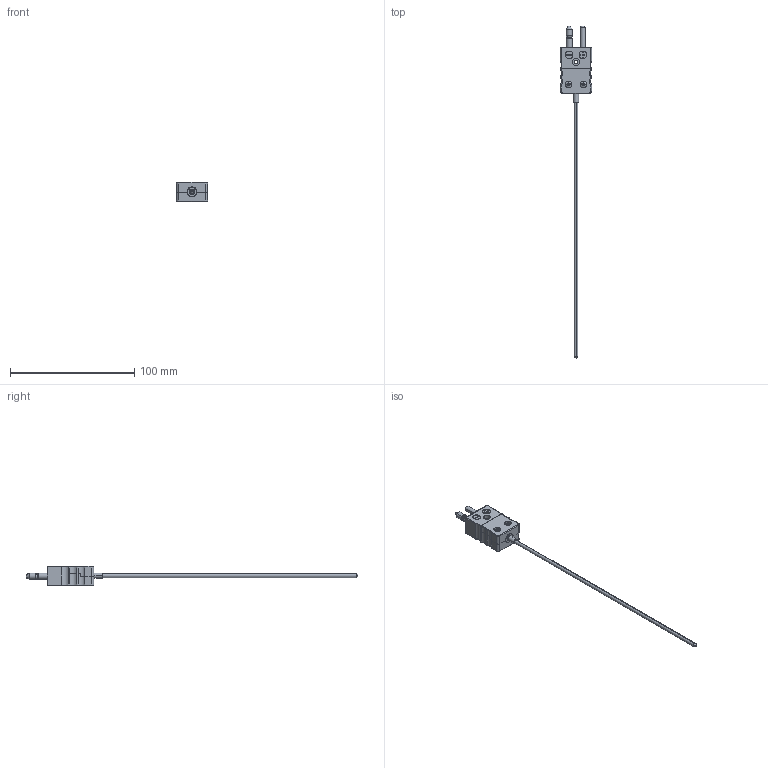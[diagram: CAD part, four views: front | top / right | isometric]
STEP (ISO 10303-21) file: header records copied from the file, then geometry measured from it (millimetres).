
FILE_DESCRIPTION (( 'STEP AP214' ), '1' );
FILE_NAME ('16-0001-SCC.STEP', '2024-06-10T07:28:10', ( '' ), ( '' ), 'SwSTEP 2.0', 'SolidWorks 2022', '' );
FILE_SCHEMA (( 'AUTOMOTIVE_DESIGN' ));
Length unit declared in the file: millimetre
Products named in the file (10): 16-0102xx-BL20_D3; SC-Deckel_CER; Standard-Stecker_CER; pan head cross recess screw_din_ISO 7045 - M2.5 x 12 - Z --- 12N; hex thin nut chamfered gradeab_din_Hexagon Thin Nut ISO 4035 - M2.5 - C; Standard-Stecker_Körper_CER; Minus-Stift; quetchhülse 3mm_D3; 16-0001-SCC; plus-stift
Assembly tree (11 placements, depth 3):
  16-0001-SCC
    16-0102xx-BL20_D3
    quetchhülse 3mm_D3
    Standard-Stecker_CER
      Minus-Stift
      Standard-Stecker_Körper_CER
      SC-Deckel_CER
      plus-stift
      pan head cross recess screw_din_ISO 7045 - M2.5 x 12 - Z --- 12N  x2
      hex thin nut chamfered gradeab_din_Hexagon Thin Nut ISO 4035 - M2.5 - C  x2
Bounding box: 25 x 267 x 15.5 mm (x, y, z)
Volume: 15258.2 mm3; surface area: 10106.6 mm2
Topology: 10 solids, 10 shells, 349 faces, 824 edges, 503 vertices
Faces by surface type: plane 157, cylinder 98, cone 58, torus 26, sphere 10
Entity records: 8587 total; most frequent: CARTESIAN_POINT 1645, DIRECTION 1439, ORIENTED_EDGE 1308, EDGE_CURVE 654, AXIS2_PLACEMENT_3D 555, VERTEX_POINT 409, LINE 329, VECTOR 329
